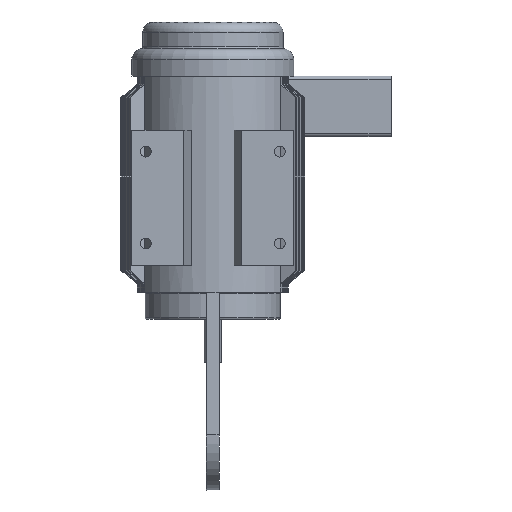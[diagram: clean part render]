
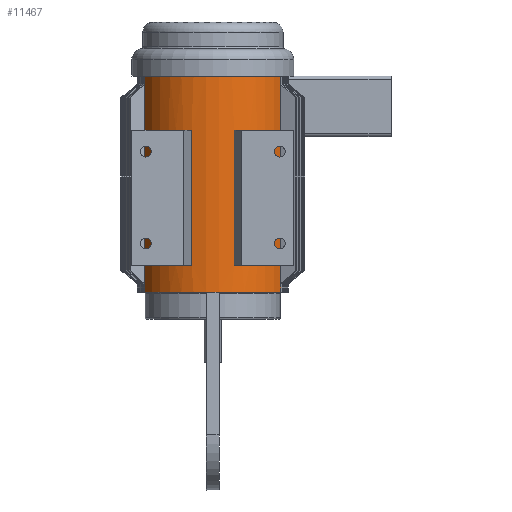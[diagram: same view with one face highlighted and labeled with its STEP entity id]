
A CAD part, front view. The second image highlights one B-rep face of the part: STEP entity #11467.
In plain terms, the highlighted cylindrical face has radius 70 mm (diameter 140 mm), a partial arc.
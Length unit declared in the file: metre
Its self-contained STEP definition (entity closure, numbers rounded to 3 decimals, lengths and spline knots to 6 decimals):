
#296=CYLINDRICAL_SURFACE('',#12385,0.07);
#589=CIRCLE('',#12246,0.07);
#590=CIRCLE('',#12249,0.07);
#591=CIRCLE('',#12252,0.07);
#592=CIRCLE('',#12255,0.07);
#608=CIRCLE('',#12311,0.07);
#639=CIRCLE('',#12386,0.07);
#2671=ORIENTED_EDGE('',*,*,#5031,.T.);
#2672=ORIENTED_EDGE('',*,*,#5029,.T.);
#2673=ORIENTED_EDGE('',*,*,#5027,.T.);
#2674=ORIENTED_EDGE('',*,*,#5024,.T.);
#2675=ORIENTED_EDGE('',*,*,#5023,.T.);
#2676=ORIENTED_EDGE('',*,*,#5021,.T.);
#2677=ORIENTED_EDGE('',*,*,#5019,.T.);
#2678=ORIENTED_EDGE('',*,*,#5016,.T.);
#2679=ORIENTED_EDGE('',*,*,#5226,.T.);
#2680=ORIENTED_EDGE('',*,*,#5014,.T.);
#2681=ORIENTED_EDGE('',*,*,#5035,.T.);
#2682=ORIENTED_EDGE('',*,*,#5126,.F.);
#2683=ORIENTED_EDGE('',*,*,#5011,.T.);
#2684=ORIENTED_EDGE('',*,*,#5010,.T.);
#2685=ORIENTED_EDGE('',*,*,#5224,.T.);
#2686=ORIENTED_EDGE('',*,*,#5227,.F.);
#5010=EDGE_CURVE('',#6211,#6416,#7550,.T.);
#5011=EDGE_CURVE('',#6417,#6211,#7551,.T.);
#5014=EDGE_CURVE('',#6419,#6241,#7554,.T.);
#5016=EDGE_CURVE('',#6420,#6421,#7556,.T.);
#5019=EDGE_CURVE('',#6422,#6420,#589,.T.);
#5021=EDGE_CURVE('',#6423,#6422,#7560,.T.);
#5023=EDGE_CURVE('',#6421,#6423,#590,.T.);
#5024=EDGE_CURVE('',#6424,#6425,#7562,.T.);
#5027=EDGE_CURVE('',#6426,#6424,#591,.T.);
#5029=EDGE_CURVE('',#6427,#6426,#7566,.T.);
#5031=EDGE_CURVE('',#6425,#6427,#592,.T.);
#5035=EDGE_CURVE('',#6241,#6429,#7571,.T.);
#5126=EDGE_CURVE('',#6417,#6429,#608,.T.);
#5224=EDGE_CURVE('',#6416,#6510,#7711,.T.);
#5226=EDGE_CURVE('',#6511,#6419,#7713,.T.);
#5227=EDGE_CURVE('',#6511,#6510,#639,.T.);
#6211=VERTEX_POINT('',#17744);
#6241=VERTEX_POINT('',#17817);
#6416=VERTEX_POINT('',#18376);
#6417=VERTEX_POINT('',#18382);
#6419=VERTEX_POINT('',#18388);
#6420=VERTEX_POINT('',#18392);
#6421=VERTEX_POINT('',#18393);
#6422=VERTEX_POINT('',#18398);
#6423=VERTEX_POINT('',#18402);
#6424=VERTEX_POINT('',#18408);
#6425=VERTEX_POINT('',#18409);
#6426=VERTEX_POINT('',#18414);
#6427=VERTEX_POINT('',#18418);
#6429=VERTEX_POINT('',#18430);
#6510=VERTEX_POINT('',#18791);
#6511=VERTEX_POINT('',#18795);
#7550=LINE('',#18379,#8376);
#7551=LINE('',#18381,#8377);
#7554=LINE('',#18387,#8380);
#7556=LINE('',#18391,#8382);
#7560=LINE('',#18401,#8386);
#7562=LINE('',#18407,#8388);
#7566=LINE('',#18417,#8392);
#7571=LINE('',#18429,#8397);
#7711=LINE('',#18790,#8537);
#7713=LINE('',#18794,#8539);
#8376=VECTOR('',#14477,1.);
#8377=VECTOR('',#14480,1.);
#8380=VECTOR('',#14485,1.);
#8382=VECTOR('',#14489,1.);
#8386=VECTOR('',#14499,1.);
#8388=VECTOR('',#14507,1.);
#8392=VECTOR('',#14517,1.);
#8397=VECTOR('',#14532,1.);
#8537=VECTOR('',#14924,1.);
#8539=VECTOR('',#14928,1.);
#9041=EDGE_LOOP('',(#2671,#2672,#2673,#2674));
#9042=EDGE_LOOP('',(#2675,#2676,#2677,#2678));
#9043=EDGE_LOOP('',(#2679,#2680,#2681,#2682,#2683,#2684,#2685,#2686));
#10089=FACE_BOUND('',#9041,.T.);
#10090=FACE_BOUND('',#9042,.T.);
#10091=FACE_BOUND('',#9043,.T.);
#11467=ADVANCED_FACE('',(#10089,#10090,#10091),#296,.T.);
#12246=AXIS2_PLACEMENT_3D('',#18397,#14494,#14495);
#12249=AXIS2_PLACEMENT_3D('',#18405,#14503,#14504);
#12252=AXIS2_PLACEMENT_3D('',#18413,#14512,#14513);
#12255=AXIS2_PLACEMENT_3D('',#18421,#14521,#14522);
#12311=AXIS2_PLACEMENT_3D('',#18597,#14712,#14713);
#12385=AXIS2_PLACEMENT_3D('',#18793,#14926,#14927);
#12386=AXIS2_PLACEMENT_3D('',#18796,#14929,#14930);
#14477=DIRECTION('',(0.,0.,-1.));
#14480=DIRECTION('',(0.,0.,-1.));
#14485=DIRECTION('',(0.,0.,1.));
#14489=DIRECTION('',(0.,0.,-1.));
#14494=DIRECTION('',(0.,0.,1.));
#14495=DIRECTION('',(1.,0.,0.));
#14499=DIRECTION('',(0.,0.,1.));
#14503=DIRECTION('',(0.,0.,-1.));
#14504=DIRECTION('',(1.,0.,0.));
#14507=DIRECTION('',(0.,0.,-1.));
#14512=DIRECTION('',(0.,0.,1.));
#14513=DIRECTION('',(-1.,0.,0.));
#14517=DIRECTION('',(0.,0.,1.));
#14521=DIRECTION('',(0.,0.,-1.));
#14522=DIRECTION('',(-1.,0.,0.));
#14532=DIRECTION('',(0.,0.,1.));
#14712=DIRECTION('',(0.,0.,1.));
#14713=DIRECTION('',(1.,0.,0.));
#14924=DIRECTION('',(0.,0.,-1.));
#14926=DIRECTION('',(0.,0.,1.));
#14927=DIRECTION('',(-1.,0.,0.));
#14928=DIRECTION('',(0.,0.,1.));
#14929=DIRECTION('',(0.,0.,-1.));
#14930=DIRECTION('',(-1.,0.,0.));
#17744=CARTESIAN_POINT('',(-0.062804,-0.030914,-0.0075));
#17817=CARTESIAN_POINT('',(0.062804,-0.030914,-0.0075));
#18376=CARTESIAN_POINT('',(-0.062804,-0.030914,-0.1925));
#18379=CARTESIAN_POINT('',(-0.062804,-0.030914,0.));
#18381=CARTESIAN_POINT('',(-0.062804,-0.030914,0.));
#18382=CARTESIAN_POINT('',(-0.062804,-0.030914,0.));
#18387=CARTESIAN_POINT('',(0.062804,-0.030914,0.));
#18388=CARTESIAN_POINT('',(0.062804,-0.030914,-0.1925));
#18391=CARTESIAN_POINT('',(0.040947,-0.056775,0.));
#18392=CARTESIAN_POINT('',(0.040947,-0.056775,-0.05));
#18393=CARTESIAN_POINT('',(0.040947,-0.056775,-0.175));
#18397=CARTESIAN_POINT('',(0.,0.,
-0.05));
#18398=CARTESIAN_POINT('',(0.019675,-0.067178,-0.05));
#18401=CARTESIAN_POINT('',(0.019675,-0.067178,0.));
#18402=CARTESIAN_POINT('',(0.019675,-0.067178,-0.175));
#18405=CARTESIAN_POINT('',(0.,0.,
-0.175));
#18407=CARTESIAN_POINT('',(-0.019675,-0.067178,0.));
#18408=CARTESIAN_POINT('',(-0.019675,-0.067178,-0.05));
#18409=CARTESIAN_POINT('',(-0.019675,-0.067178,-0.175));
#18413=CARTESIAN_POINT('',(0.,0.,-0.05));
#18414=CARTESIAN_POINT('',(-0.040947,-0.056775,-0.05));
#18417=CARTESIAN_POINT('',(-0.040947,-0.056775,0.));
#18418=CARTESIAN_POINT('',(-0.040947,-0.056775,-0.175));
#18421=CARTESIAN_POINT('',(0.,0.,-0.175));
#18429=CARTESIAN_POINT('',(0.062804,-0.030914,0.));
#18430=CARTESIAN_POINT('',(0.062804,-0.030914,0.));
#18597=CARTESIAN_POINT('',(0.,0.,0.));
#18790=CARTESIAN_POINT('',(-0.062804,-0.030914,0.));
#18791=CARTESIAN_POINT('',(-0.062804,-0.030914,-0.2));
#18793=CARTESIAN_POINT('',(0.,0.,0.));
#18794=CARTESIAN_POINT('',(0.062804,-0.030914,0.));
#18795=CARTESIAN_POINT('',(0.062804,-0.030914,-0.2));
#18796=CARTESIAN_POINT('',(0.,0.,-0.2));
